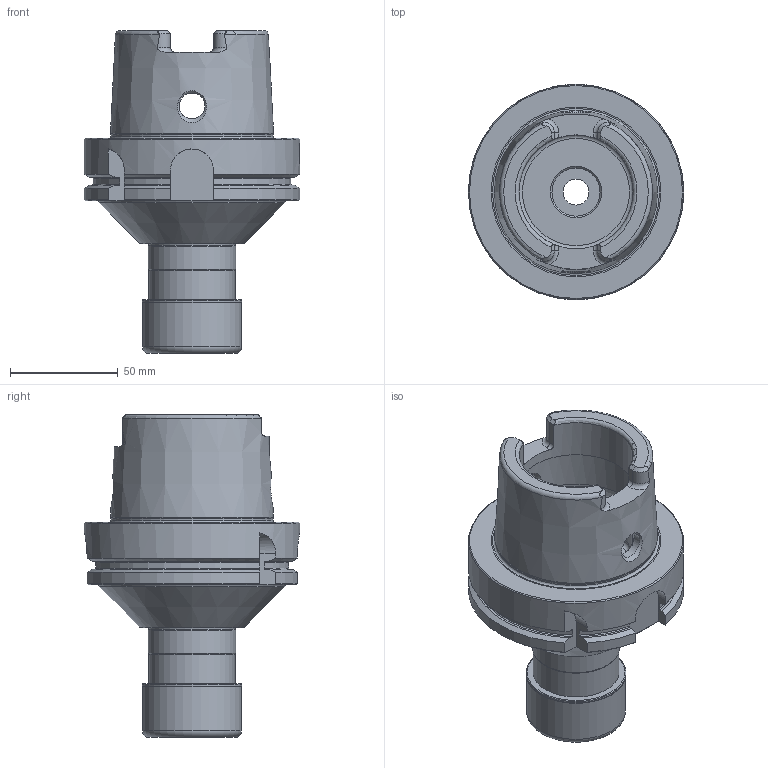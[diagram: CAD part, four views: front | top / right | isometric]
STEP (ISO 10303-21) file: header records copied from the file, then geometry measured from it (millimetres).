
FILE_DESCRIPTION(/* description */ (''),/* implementation_level */ '2;1');
FILE_NAME(/* name */ '550082550.stp',/* time_stamp */ '2021-01-08T12:25:29',/* author */ ('LRA'),/* organization */ ('REGO-FIX'),/* preprocessor_version */ ' Unknown',/* originating_system */ 'SIEMENS PLM Software Solid Edge ST10',/* authorization */ 'Unknown');
FILE_SCHEMA (('AUTOMOTIVE_DESIGN { 1 0 10303 214 2 1 1}'));
Length unit declared in the file: millimetre
Products named in the file (1): 0017496
Bounding box: 100 x 100 x 150 mm (x, y, z)
Volume: 364519.3 mm3; surface area: 70234 mm2
Topology: 2 solids, 2 shells, 154 faces, 387 edges, 243 vertices
Faces by surface type: cylinder 43, plane 43, cone 37, torus 31
Full cylindrical faces by diameter (mm): 10 x1, 12 x3, 22.376 x1, 25 x2, 30 x1, 34 x1, 38.376 x1, 40 x2, 40.05 x1, 40.5 x2, 42 x1, 46 x1, 46.4 x1, 53 x2, 63 x1, 75.359 x1, 86.4 x1, 100 x1
Entity records: 5439 total; most frequent: CARTESIAN_POINT 1077, DIRECTION 684, ORIENTED_EDGE 594, AXIS2_PLACEMENT_3D 301, EDGE_CURVE 297, EDGE_LOOP 234, FACE_BOUND 234, VERTEX_POINT 219
